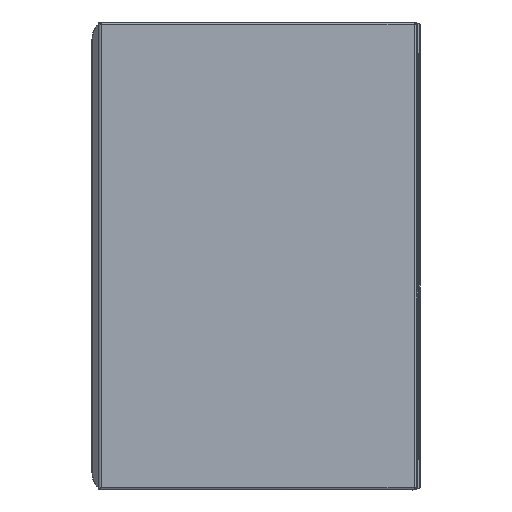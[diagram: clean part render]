
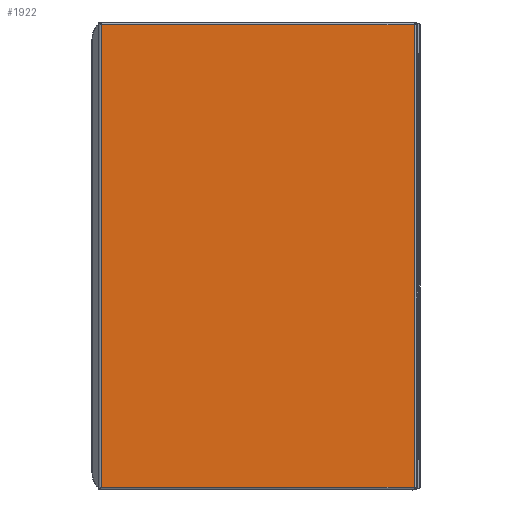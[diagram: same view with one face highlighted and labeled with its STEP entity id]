
A CAD part, top view. The second image highlights one B-rep face of the part: STEP entity #1922.
In plain terms, the highlighted planar face has unit normal (0, 0, 1).
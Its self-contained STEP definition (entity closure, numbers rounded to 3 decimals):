
#1922=ADVANCED_FACE('',(#4277),#4278,.T.);
#4277=FACE_OUTER_BOUND('',#9518,.T.);
#4278=PLANE('',#9519);
#9518=EDGE_LOOP('',(#31955,#31956,#31957,#31958));
#9519=AXIS2_PLACEMENT_3D('',#31959,#31960,#31961);
#31955=ORIENTED_EDGE('',*,*,#41183,.T.);
#31956=ORIENTED_EDGE('',*,*,#41184,.T.);
#31957=ORIENTED_EDGE('',*,*,#41180,.F.);
#31958=ORIENTED_EDGE('',*,*,#41154,.F.);
#31959=CARTESIAN_POINT('',(-3.254,0.5,551.471));
#31960=DIRECTION('',(0.,0.,1.));
#31961=DIRECTION('',(0.,-1.0,0.));
#41154=EDGE_CURVE('',#46412,#46414,#46415,.T.);
#41180=EDGE_CURVE('',#46414,#46448,#46449,.T.);
#41183=EDGE_CURVE('',#46412,#46453,#46454,.T.);
#41184=EDGE_CURVE('',#46453,#46448,#46455,.T.);
#46412=VERTEX_POINT('',#52459);
#46414=VERTEX_POINT('',#52465);
#46415=LINE('',#52466,#52467);
#46448=VERTEX_POINT('',#52594);
#46449=LINE('',#52595,#52596);
#46453=VERTEX_POINT('',#52607);
#46454=LINE('',#52608,#52609);
#46455=LINE('',#52610,#52611);
#52459=CARTESIAN_POINT('',(-168.004,244.,551.441));
#52465=CARTESIAN_POINT('',(161.496,244.0,551.501));
#52466=CARTESIAN_POINT('',(-85.629,244.,551.456));
#52467=VECTOR('',#64012,329.5);
#52594=CARTESIAN_POINT('',(161.496,-243.0,551.501));
#52595=CARTESIAN_POINT('',(161.496,122.25,551.501));
#52596=VECTOR('',#64041,487.0);
#52607=CARTESIAN_POINT('',(-168.004,-243.,551.441));
#52608=CARTESIAN_POINT('',(-168.004,123.75,551.441));
#52609=VECTOR('',#64042,487.0);
#52610=CARTESIAN_POINT('',(-85.629,-243.,551.456));
#52611=VECTOR('',#64043,329.5);
#64012=DIRECTION('',(1.,0.,0.));
#64041=DIRECTION('',(0.,-1.0,0.));
#64042=DIRECTION('',(0.,-1.0,0.));
#64043=DIRECTION('',(1.,0.,0.));
